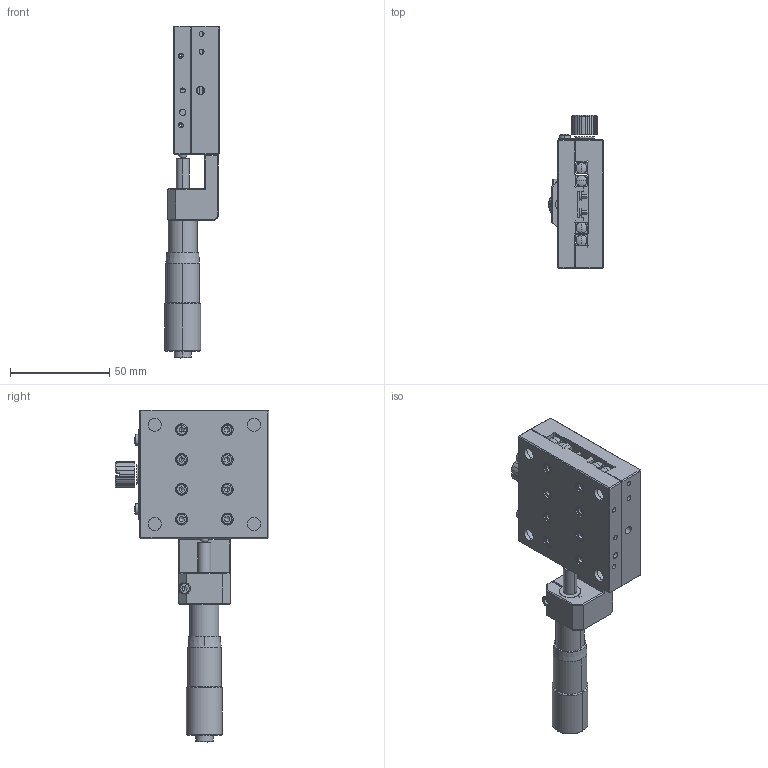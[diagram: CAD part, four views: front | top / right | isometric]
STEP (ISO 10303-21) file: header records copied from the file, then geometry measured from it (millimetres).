
FILE_DESCRIPTION (( 'STEP AP203' ), '1' );
FILE_NAME ('516417.STEP', '2025-07-09T01:49:31', ( '' ), ( '' ), 'SwSTEP 2.0', 'SolidWorks 2020', '' );
FILE_SCHEMA (( 'CONFIG_CONTROL_DESIGN' ));
Length unit declared in the file: millimetre
Products named in the file (1): 516417
Bounding box: 27.6 x 77.5 x 167.38 mm (x, y, z)
Surface area: 42395.5 mm2 (no closed solid volume)
Topology: 0 solids, 103 shells, 746 faces, 2252 edges, 1561 vertices
Faces by surface type: plane 418, cylinder 174, cone 93, torus 38, bspline 16, sphere 7
Entity records: 29965 total; most frequent: CARTESIAN_POINT 10371, DIRECTION 3938, ORIENTED_EDGE 3729, EDGE_CURVE 2196, VERTEX_POINT 1557, AXIS2_PLACEMENT_3D 1353, LINE 1232, VECTOR 1232
